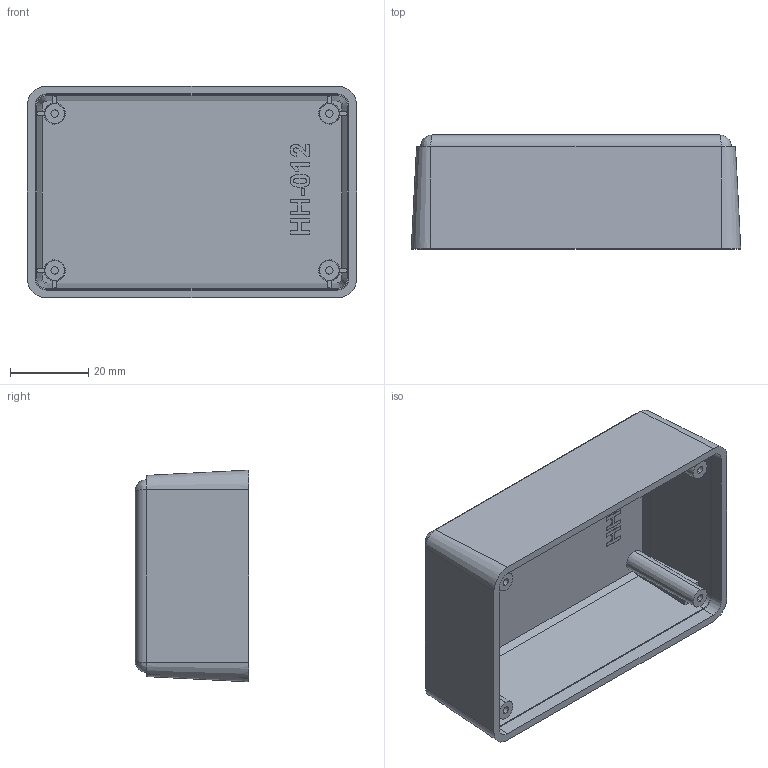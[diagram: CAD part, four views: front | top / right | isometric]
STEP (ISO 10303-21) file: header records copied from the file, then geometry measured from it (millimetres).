
FILE_DESCRIPTION(('FreeCAD Model'),'2;1');
FILE_NAME('HH-012.STEP', '2017-10-05T22:55:03',('Author'),(''), 'Open CASCADE STEP processor 6.8','FreeCAD','Unknown');
FILE_SCHEMA(('AUTOMOTIVE_DESIGN_CC2 { 1 2 10303 214 -1 1 5 4 }'));
Length unit declared in the file: millimetre
Products named in the file (2): ASSEMBLY; HH-012-P-1
Assembly tree (1 placements, depth 2):
  ASSEMBLY
    HH-012-P-1
Bounding box: 84 x 29 x 54 mm (x, y, z)
Volume: 25889.4 mm3; surface area: 24406.2 mm2
Topology: 1 solids, 1 shells, 173 faces, 463 edges, 302 vertices
Faces by surface type: plane 109, bspline 28, cone 24, cylinder 12
Entity records: 18639 total; most frequent: CARTESIAN_POINT 10094, DIRECTION 1351, ORIENTED_EDGE 918, PCURVE 918, DEFINITIONAL_REPRESENTATION 918, LINE 849, VECTOR 849, EDGE_CURVE 459
